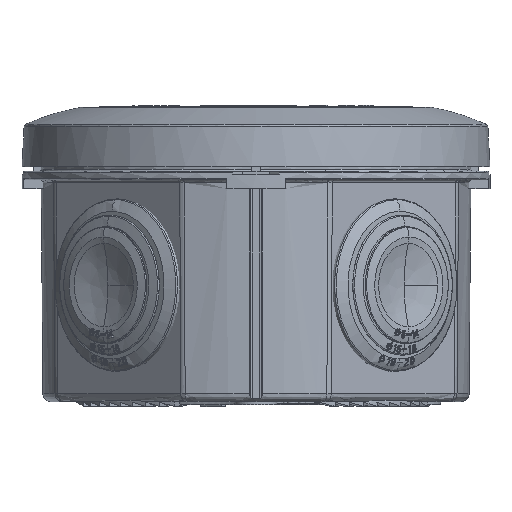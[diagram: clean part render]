
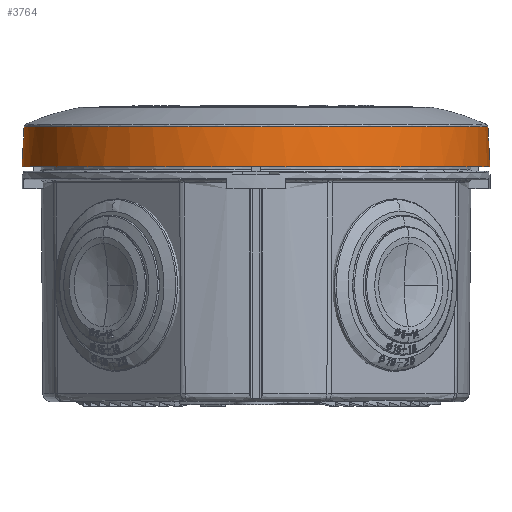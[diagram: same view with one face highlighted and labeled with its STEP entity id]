
A CAD part, front view. The second image highlights one B-rep face of the part: STEP entity #3764.
In plain terms, the highlighted free-form (B-spline) face has degree [2, 1] with [9, 2] control points.
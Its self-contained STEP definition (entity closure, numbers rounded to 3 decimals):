
#3764=ADVANCED_FACE('',(#7663),#63805,.T.);
#7663=FACE_OUTER_BOUND('',#11728,.T.);
#11728=EDGE_LOOP('',(#31909,#31910,#31911,#31912));
#31909=ORIENTED_EDGE('',*,*,#43755,.F.);
#31910=ORIENTED_EDGE('',*,*,#43723,.T.);
#31911=ORIENTED_EDGE('',*,*,#43756,.F.);
#31912=ORIENTED_EDGE('',*,*,#43754,.F.);
#43723=EDGE_CURVE('',#62088,#62087,#53530,.T.);
#43754=EDGE_CURVE('',#62114,#62113,#55480,.T.);
#43755=EDGE_CURVE('',#62088,#62114,#53540,.T.);
#43756=EDGE_CURVE('',#62113,#62087,#53541,.T.);
#53530=B_SPLINE_CURVE_WITH_KNOTS('',3,(#190299,#190300,#190301,#190302,
#190303,#190304,#190305,#190306,#190307,#190308,#190309,#190310,#190311,
#190312,#190313,#190314,#190315,#190316),.UNSPECIFIED.,.F.,.F.,(4,2,2,2,
2,2,2,2,4),(2.,30.019,58.038,86.057,
114.075,142.094,170.113,198.132,226.151),
 .UNSPECIFIED.);
#53540=B_SPLINE_CURVE_WITH_KNOTS('',1,(#190429,#190430),.UNSPECIFIED.,.F.,
 .F.,(2,2),(0.,6.798),.UNSPECIFIED.);
#53541=B_SPLINE_CURVE_WITH_KNOTS('',1,(#190431,#190432),.UNSPECIFIED.,.F.,
 .F.,(2,2),(-6.798,0.),.UNSPECIFIED.);
#55480=(
BOUNDED_CURVE()
B_SPLINE_CURVE(2,(#190424,#190425,#190426,#190427,#190428),
 .UNSPECIFIED.,.F.,.F.)
B_SPLINE_CURVE_WITH_KNOTS((3,2,3),(0.,19.42,29.13),
 .UNSPECIFIED.)
CURVE()
GEOMETRIC_REPRESENTATION_ITEM()
RATIONAL_B_SPLINE_CURVE((1.,0.5,1.,0.866,1.))
REPRESENTATION_ITEM('')
);
#62087=VERTEX_POINT('',#189536);
#62088=VERTEX_POINT('',#189537);
#62113=VERTEX_POINT('',#189562);
#62114=VERTEX_POINT('',#189563);
#63805=(
BOUNDED_SURFACE()
B_SPLINE_SURFACE(2,1,((#186800,#186801),(#186802,#186803),(#186804,#186805),
(#186806,#186807),(#186808,#186809),(#186810,#186811),(#186812,#186813),
(#186814,#186815),(#186816,#186817)),.UNSPECIFIED.,.T.,.F.,.F.)
B_SPLINE_SURFACE_WITH_KNOTS((3,2,2,2,3),(2,2),(0.,62.893,125.787,
188.68,251.573),(0.,8.325),.UNSPECIFIED.)
GEOMETRIC_REPRESENTATION_ITEM()
RATIONAL_B_SPLINE_SURFACE(((1.,1.),(0.707,0.707),
(1.,1.),(0.707,0.707),(1.,1.),(0.707,
0.707),(1.,1.),(0.707,0.707),(1.,1.)))
REPRESENTATION_ITEM('')
SURFACE()
);
#186800=CARTESIAN_POINT('',(0.,39.603,46.897));
#186801=CARTESIAN_POINT('',(0.,40.039,38.583));
#186802=CARTESIAN_POINT('',(39.603,39.603,46.897));
#186803=CARTESIAN_POINT('',(40.039,40.039,38.583));
#186804=CARTESIAN_POINT('',(39.603,0.,46.897));
#186805=CARTESIAN_POINT('',(40.039,0.,38.583));
#186806=CARTESIAN_POINT('',(39.603,-39.603,46.897));
#186807=CARTESIAN_POINT('',(40.039,-40.039,38.583));
#186808=CARTESIAN_POINT('',(0.,-39.603,46.897));
#186809=CARTESIAN_POINT('',(0.,-40.039,38.583));
#186810=CARTESIAN_POINT('',(-39.603,-39.603,46.897));
#186811=CARTESIAN_POINT('',(-40.039,-40.039,38.583));
#186812=CARTESIAN_POINT('',(-39.603,0.,46.897));
#186813=CARTESIAN_POINT('',(-40.039,0.,38.583));
#186814=CARTESIAN_POINT('',(-39.603,39.603,46.897));
#186815=CARTESIAN_POINT('',(-40.039,40.039,38.583));
#186816=CARTESIAN_POINT('',(0.,39.603,46.897));
#186817=CARTESIAN_POINT('',(0.,40.039,38.583));
#189536=CARTESIAN_POINT('',(-39.643,0.,46.134));
#189537=CARTESIAN_POINT('',(39.643,0.,46.134));
#189562=CARTESIAN_POINT('',(-39.999,0.,39.346));
#189563=CARTESIAN_POINT('',(39.999,0.,39.346));
#190299=CARTESIAN_POINT('',(39.643,0.,46.134));
#190300=CARTESIAN_POINT('',(39.643,-5.189,46.134));
#190301=CARTESIAN_POINT('',(38.612,-10.377,46.134));
#190302=CARTESIAN_POINT('',(34.64,-19.965,46.134));
#190303=CARTESIAN_POINT('',(31.701,-24.363,46.134));
#190304=CARTESIAN_POINT('',(24.363,-31.702,46.134));
#190305=CARTESIAN_POINT('',(19.965,-34.64,46.134));
#190306=CARTESIAN_POINT('',(10.377,-38.612,46.134));
#190307=CARTESIAN_POINT('',(5.189,-39.643,46.134));
#190308=CARTESIAN_POINT('',(-5.189,-39.643,46.134));
#190309=CARTESIAN_POINT('',(-10.377,-38.612,46.134));
#190310=CARTESIAN_POINT('',(-19.965,-34.64,46.134));
#190311=CARTESIAN_POINT('',(-24.363,-31.701,46.134));
#190312=CARTESIAN_POINT('',(-31.702,-24.363,46.134));
#190313=CARTESIAN_POINT('',(-34.64,-19.965,46.134));
#190314=CARTESIAN_POINT('',(-38.612,-10.377,46.134));
#190315=CARTESIAN_POINT('',(-39.643,-5.189,46.134));
#190316=CARTESIAN_POINT('',(-39.643,0.,46.134));
#190424=CARTESIAN_POINT('',(39.999,0.,39.346));
#190425=CARTESIAN_POINT('',(39.999,-69.281,39.346));
#190426=CARTESIAN_POINT('',(-20.,-34.64,39.346));
#190427=CARTESIAN_POINT('',(-39.999,-23.094,39.346));
#190428=CARTESIAN_POINT('',(-39.999,0.,39.346));
#190429=CARTESIAN_POINT('',(39.643,0.,46.134));
#190430=CARTESIAN_POINT('',(39.999,0.,39.346));
#190431=CARTESIAN_POINT('',(-39.999,0.,39.346));
#190432=CARTESIAN_POINT('',(-39.643,0.,46.134));
